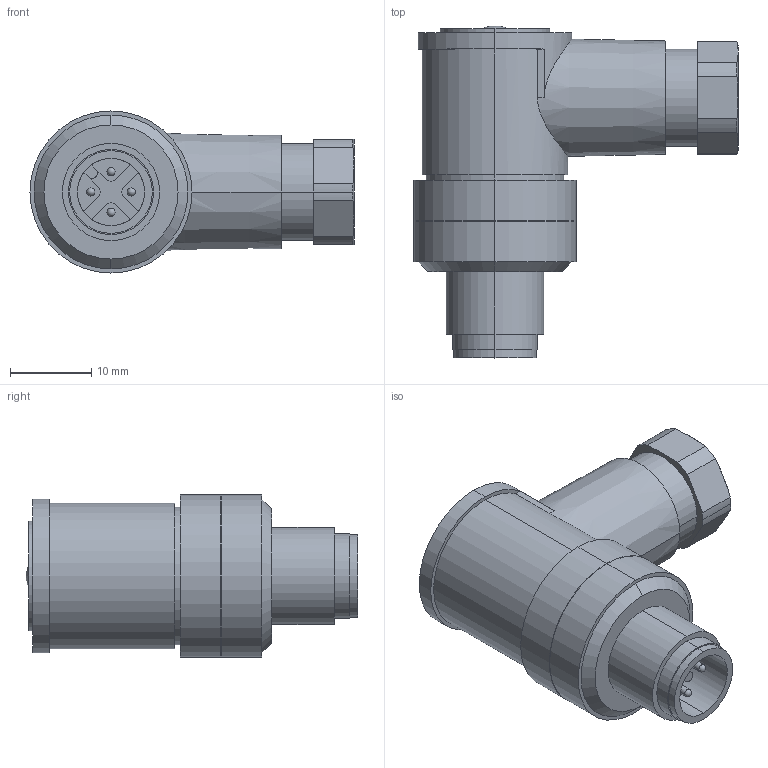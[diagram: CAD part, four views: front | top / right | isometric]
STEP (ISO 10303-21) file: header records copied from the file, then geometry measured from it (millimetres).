
FILE_DESCRIPTION((''),'2;1');
FILE_NAME('99-0429-44-04.stp','2005-03-23T14:59:07',('generator'),(''),'Autodesk Inventor 7','Autodesk Inventor 7','');
FILE_SCHEMA(('AUTOMOTIVE_DESIGN { 1 0 10303 214 1 1 1 1 }'));
Length unit declared in the file: millimetre
Products named in the file (1): 99-0429-44-04
Bounding box: 40 x 40.97 x 20 mm (x, y, z)
Volume: 11347.3 mm3; surface area: 5269.3 mm2
Topology: 2 solids, 2 shells, 108 faces, 267 edges, 173 vertices
Faces by surface type: cylinder 49, plane 42, cone 12, sphere 5
Entity records: 3174 total; most frequent: CARTESIAN_POINT 603, DIRECTION 574, ORIENTED_EDGE 502, EDGE_CURVE 251, AXIS2_PLACEMENT_3D 232, VERTEX_POINT 165, EDGE_LOOP 126, CIRCLE 123
